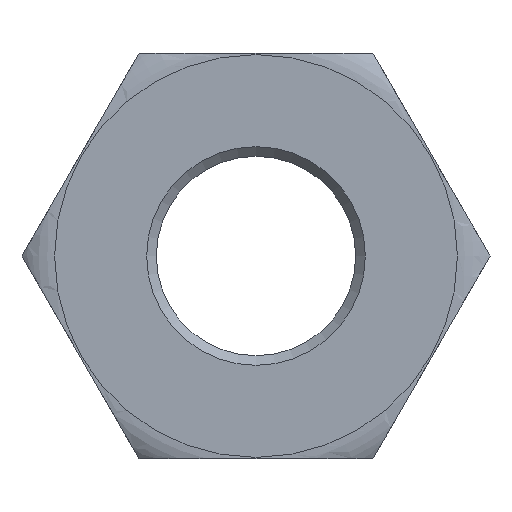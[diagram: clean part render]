
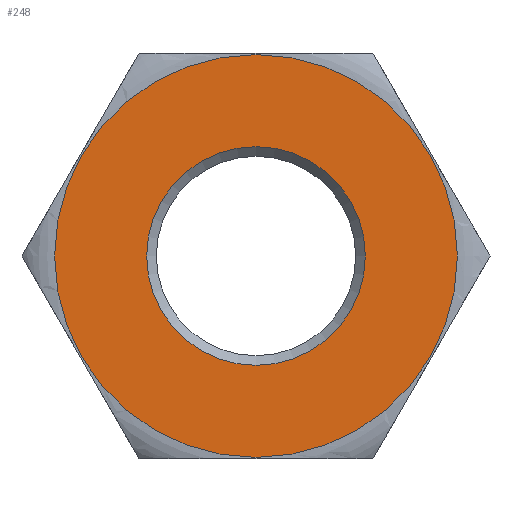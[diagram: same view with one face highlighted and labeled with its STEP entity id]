
A CAD part, front view. The second image highlights one B-rep face of the part: STEP entity #248.
In plain terms, the highlighted planar face has unit normal (0, -1, 0).
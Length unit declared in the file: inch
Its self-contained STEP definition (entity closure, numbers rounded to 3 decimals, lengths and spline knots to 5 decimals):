
#33=FACE_BOUND('',#60,.T.);
#35=PLANE('',#287);
#46=FACE_OUTER_BOUND('',#59,.T.);
#59=EDGE_LOOP('',(#180));
#60=EDGE_LOOP('',(#181,#182));
#92=CIRCLE('',#282,0.0905);
#93=CIRCLE('',#283,0.0905);
#96=CIRCLE('',#288,0.1667);
#105=VERTEX_POINT('',#374);
#106=VERTEX_POINT('',#376);
#109=VERTEX_POINT('',#386);
#133=EDGE_CURVE('',#106,#105,#92,.T.);
#134=EDGE_CURVE('',#105,#106,#93,.T.);
#138=EDGE_CURVE('',#109,#109,#96,.T.);
#180=ORIENTED_EDGE('',*,*,#138,.F.);
#181=ORIENTED_EDGE('',*,*,#133,.T.);
#182=ORIENTED_EDGE('',*,*,#134,.T.);
#248=ADVANCED_FACE('',(#46,#33),#35,.T.);
#282=AXIS2_PLACEMENT_3D('',#377,#314,#315);
#283=AXIS2_PLACEMENT_3D('',#378,#316,#317);
#287=AXIS2_PLACEMENT_3D('',#385,#325,#326);
#288=AXIS2_PLACEMENT_3D('',#387,#327,#328);
#314=DIRECTION('center_axis',(0.,1.,0.));
#315=DIRECTION('ref_axis',(0.,0.,-1.));
#316=DIRECTION('center_axis',(0.,1.,0.));
#317=DIRECTION('ref_axis',(0.,0.,-1.));
#325=DIRECTION('center_axis',(0.,-1.,0.));
#326=DIRECTION('ref_axis',(0.,0.,-1.));
#327=DIRECTION('center_axis',(0.,1.,0.));
#328=DIRECTION('ref_axis',(0.,0.,1.));
#374=CARTESIAN_POINT('',(0.,-0.061,0.0905));
#376=CARTESIAN_POINT('',(0.,-0.061,-0.0905));
#377=CARTESIAN_POINT('Origin',(0.,-0.061,0.));
#378=CARTESIAN_POINT('Origin',(0.,-0.061,0.));
#385=CARTESIAN_POINT('Origin',(-0.09685,-0.061,-0.16775));
#386=CARTESIAN_POINT('',(0.,-0.061,0.1667));
#387=CARTESIAN_POINT('Origin',(0.,-0.061,0.));
